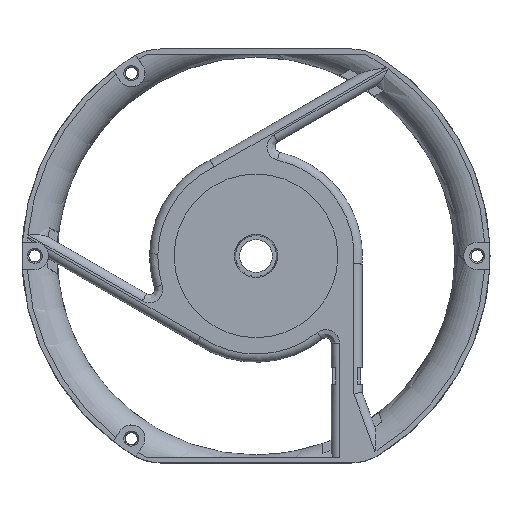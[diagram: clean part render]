
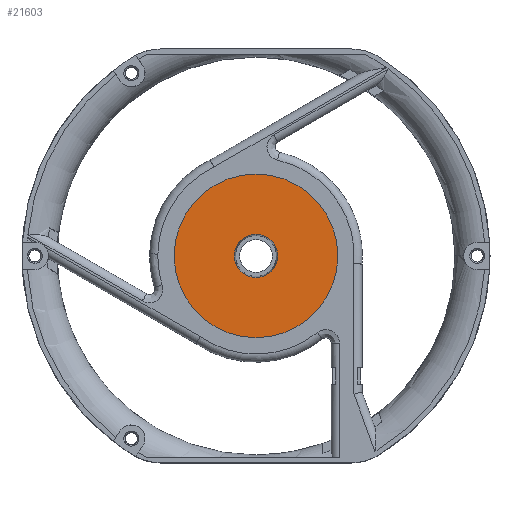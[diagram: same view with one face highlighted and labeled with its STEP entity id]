
A CAD part, top view. The second image highlights one B-rep face of the part: STEP entity #21603.
In plain terms, the highlighted planar face has unit normal (0, 0, 1).
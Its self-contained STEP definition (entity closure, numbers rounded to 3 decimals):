
#522 = ORIENTED_EDGE ( 'NONE', *, *, #13411, .T. ) ;
#1066 = VERTEX_POINT ( 'NONE', #8142 ) ;
#1076 = DIRECTION ( 'NONE',  ( 0., -1., 0. ) ) ;
#1375 = CARTESIAN_POINT ( 'NONE',  ( 0., 0., -0.4 ) ) ;
#1956 = FACE_OUTER_BOUND ( 'NONE', #9287, .T. ) ;
#2625 = FACE_BOUND ( 'NONE', #21251, .T. ) ;
#4517 = DIRECTION ( 'NONE',  ( -1., 0., 0. ) ) ;
#4619 = PLANE ( 'NONE',  #23406 ) ;
#5276 = DIRECTION ( 'NONE',  ( 0., 0., -1. ) ) ;
#6839 = DIRECTION ( 'NONE',  ( 0., 0., 1. ) ) ;
#7649 = DIRECTION ( 'NONE',  ( -1., 0., 0. ) ) ;
#7725 = CARTESIAN_POINT ( 'NONE',  ( 7.948, 0., -0.4 ) ) ;
#8142 = CARTESIAN_POINT ( 'NONE',  ( 30., 0., -0.4 ) ) ;
#9287 = EDGE_LOOP ( 'NONE', ( #27549, #522 ) ) ;
#9774 = ORIENTED_EDGE ( 'NONE', *, *, #24007, .T. ) ;
#9971 = AXIS2_PLACEMENT_3D ( 'NONE', #14782, #16917, #19069 ) ;
#10181 = VERTEX_POINT ( 'NONE', #20836 ) ;
#10285 = CIRCLE ( 'NONE', #9971, 30. ) ;
#12693 = EDGE_CURVE ( 'NONE', #22843, #25711, #22889, .T. ) ;
#12897 = CARTESIAN_POINT ( 'NONE',  ( -7.948, 0., -0.4 ) ) ;
#13411 = EDGE_CURVE ( 'NONE', #10181, #1066, #16183, .T. ) ;
#14782 = CARTESIAN_POINT ( 'NONE',  ( 0., 0., -0.4 ) ) ;
#15484 = DIRECTION ( 'NONE',  ( -1., 0., 0. ) ) ;
#16183 = CIRCLE ( 'NONE', #21316, 30. ) ;
#16188 = DIRECTION ( 'NONE',  ( 0., 0., 1. ) ) ;
#16917 = DIRECTION ( 'NONE',  ( 0., 0., -1. ) ) ;
#18152 = CARTESIAN_POINT ( 'NONE',  ( 0., 0., -0.4 ) ) ;
#19069 = DIRECTION ( 'NONE',  ( -1., 0., 0. ) ) ;
#20836 = CARTESIAN_POINT ( 'NONE',  ( -30., 0., -0.4 ) ) ;
#21251 = EDGE_LOOP ( 'NONE', ( #22154, #9774 ) ) ;
#21316 = AXIS2_PLACEMENT_3D ( 'NONE', #26070, #6839, #15484 ) ;
#21503 = DIRECTION ( 'NONE',  ( 0., 0., -1. ) ) ;
#21603 = ADVANCED_FACE ( 'NONE', ( #1956, #2625 ), #4619, .F. ) ;
#22154 = ORIENTED_EDGE ( 'NONE', *, *, #12693, .F. ) ;
#22843 = VERTEX_POINT ( 'NONE', #12897 ) ;
#22867 = AXIS2_PLACEMENT_3D ( 'NONE', #23642, #21503, #4517 ) ;
#22889 = CIRCLE ( 'NONE', #23441, 7.948 ) ;
#23357 = CIRCLE ( 'NONE', #22867, 7.948 ) ;
#23406 = AXIS2_PLACEMENT_3D ( 'NONE', #18152, #5276, #1076 ) ;
#23441 = AXIS2_PLACEMENT_3D ( 'NONE', #1375, #16188, #7649 ) ;
#23642 = CARTESIAN_POINT ( 'NONE',  ( 0., 0., -0.4 ) ) ;
#23978 = EDGE_CURVE ( 'NONE', #10181, #1066, #10285, .T. ) ;
#24007 = EDGE_CURVE ( 'NONE', #22843, #25711, #23357, .T. ) ;
#25711 = VERTEX_POINT ( 'NONE', #7725 ) ;
#26070 = CARTESIAN_POINT ( 'NONE',  ( 0., 0., -0.4 ) ) ;
#27549 = ORIENTED_EDGE ( 'NONE', *, *, #23978, .F. ) ;
